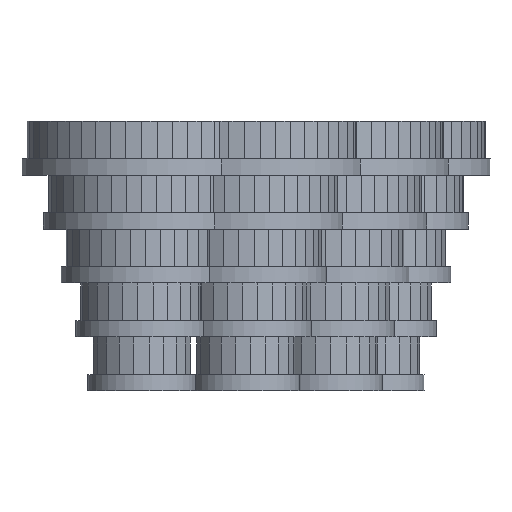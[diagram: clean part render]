
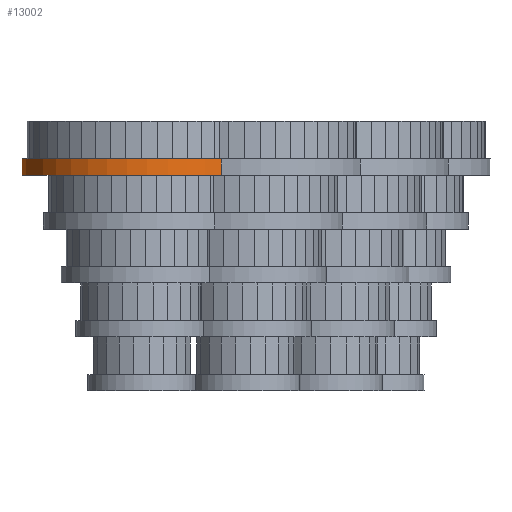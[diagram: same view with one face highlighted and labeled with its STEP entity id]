
A CAD part, front view. The second image highlights one B-rep face of the part: STEP entity #13002.
In plain terms, the highlighted cylindrical face has radius 22.255 mm (diameter 44.511 mm), a partial arc.
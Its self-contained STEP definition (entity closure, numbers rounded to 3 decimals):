
#45 = PLANE('',#46);
#46 = AXIS2_PLACEMENT_3D('',#47,#48,#49);
#47 = CARTESIAN_POINT('',(40.,69.282,40.));
#48 = DIRECTION('',(0.,0.,1.));
#49 = DIRECTION('',(0.5,0.866,0.));
#100 = PLANE('',#101);
#101 = AXIS2_PLACEMENT_3D('',#102,#103,#104);
#102 = CARTESIAN_POINT('',(51.128,88.556,43.));
#103 = DIRECTION('',(0.,0.,1.));
#104 = DIRECTION('',(0.5,0.866,0.));
#198 = VERTEX_POINT('',#199);
#199 = CARTESIAN_POINT('',(4.513,21.793,40.));
#218 = CYLINDRICAL_SURFACE('',#219,22.255);
#219 = AXIS2_PLACEMENT_3D('',#220,#221,#222);
#220 = CARTESIAN_POINT('',(19.319,5.176,40.));
#221 = DIRECTION('',(0.,-0.,-1.));
#222 = DIRECTION('',(0.966,0.259,0.));
#230 = EDGE_CURVE('',#198,#231,#233,.T.);
#231 = VERTEX_POINT('',#232);
#232 = CARTESIAN_POINT('',(14.805,-16.617,40.));
#233 = SURFACE_CURVE('',#234,(#239,#246),.PCURVE_S1.);
#234 = CIRCLE('',#235,22.255);
#235 = AXIS2_PLACEMENT_3D('',#236,#237,#238);
#236 = CARTESIAN_POINT('',(0.,0.,40.));
#237 = DIRECTION('',(0.,0.,1.));
#238 = DIRECTION('',(1.,0.,0.));
#239 = PCURVE('',#45,#240);
#240 = DEFINITIONAL_REPRESENTATION('',(#241),#245);
#241 = CIRCLE('',#242,22.255);
#242 = AXIS2_PLACEMENT_2D('',#243,#244);
#243 = CARTESIAN_POINT('',(-80.,0.));
#244 = DIRECTION('',(0.5,-0.866));
#245 = ( GEOMETRIC_REPRESENTATION_CONTEXT(2) 
PARAMETRIC_REPRESENTATION_CONTEXT() REPRESENTATION_CONTEXT('2D SPACE',''
  ) );
#246 = PCURVE('',#247,#252);
#247 = CYLINDRICAL_SURFACE('',#248,22.255);
#248 = AXIS2_PLACEMENT_3D('',#249,#250,#251);
#249 = CARTESIAN_POINT('',(0.,0.,40.));
#250 = DIRECTION('',(-0.,-0.,-1.));
#251 = DIRECTION('',(1.,0.,0.));
#252 = DEFINITIONAL_REPRESENTATION('',(#253),#257);
#253 = LINE('',#254,#255);
#254 = CARTESIAN_POINT('',(-0.,0.));
#255 = VECTOR('',#256,1.);
#256 = DIRECTION('',(-1.,0.));
#257 = ( GEOMETRIC_REPRESENTATION_CONTEXT(2) 
PARAMETRIC_REPRESENTATION_CONTEXT() REPRESENTATION_CONTEXT('2D SPACE',''
  ) );
#280 = CYLINDRICAL_SURFACE('',#281,22.255);
#281 = AXIS2_PLACEMENT_3D('',#282,#283,#284);
#282 = CARTESIAN_POINT('',(19.319,5.176,40.));
#283 = DIRECTION('',(0.,-0.,-1.));
#284 = DIRECTION('',(0.966,0.259,0.));
#3707 = VERTEX_POINT('',#3708);
#3708 = CARTESIAN_POINT('',(4.513,21.793,43.));
#3734 = EDGE_CURVE('',#3735,#3707,#3737,.T.);
#3735 = VERTEX_POINT('',#3736);
#3736 = CARTESIAN_POINT('',(14.805,-16.617,43.));
#3737 = SURFACE_CURVE('',#3738,(#3743,#3754),.PCURVE_S1.);
#3738 = CIRCLE('',#3739,22.255);
#3739 = AXIS2_PLACEMENT_3D('',#3740,#3741,#3742);
#3740 = CARTESIAN_POINT('',(0.,0.,43.));
#3741 = DIRECTION('',(0.,0.,-1.));
#3742 = DIRECTION('',(1.,0.,0.));
#3743 = PCURVE('',#100,#3744);
#3744 = DEFINITIONAL_REPRESENTATION('',(#3745),#3753);
#3745 = ( BOUNDED_CURVE() B_SPLINE_CURVE(2,(#3746,#3747,#3748,#3749,
#3750,#3751,#3752),.UNSPECIFIED.,.T.,.F.) B_SPLINE_CURVE_WITH_KNOTS((1,2
    ,2,2,2,1),(-2.094,0.,2.094,4.189,
6.283,8.378),.UNSPECIFIED.) CURVE() 
GEOMETRIC_REPRESENTATION_ITEM() RATIONAL_B_SPLINE_CURVE((1.,0.5,1.,0.5,
1.,0.5,1.)) REPRESENTATION_ITEM('') );
#3746 = CARTESIAN_POINT('',(-91.128,-19.274));
#3747 = CARTESIAN_POINT('',(-124.511,-38.547));
#3748 = CARTESIAN_POINT('',(-124.511,0.));
#3749 = CARTESIAN_POINT('',(-124.511,38.547));
#3750 = CARTESIAN_POINT('',(-91.128,19.274));
#3751 = CARTESIAN_POINT('',(-57.745,0.));
#3752 = CARTESIAN_POINT('',(-91.128,-19.274));
#3753 = ( GEOMETRIC_REPRESENTATION_CONTEXT(2) 
PARAMETRIC_REPRESENTATION_CONTEXT() REPRESENTATION_CONTEXT('2D SPACE',''
  ) );
#3754 = PCURVE('',#247,#3755);
#3755 = DEFINITIONAL_REPRESENTATION('',(#3756),#3760);
#3756 = LINE('',#3757,#3758);
#3757 = CARTESIAN_POINT('',(-6.283,-3.));
#3758 = VECTOR('',#3759,1.);
#3759 = DIRECTION('',(1.,-0.));
#3760 = ( GEOMETRIC_REPRESENTATION_CONTEXT(2) 
PARAMETRIC_REPRESENTATION_CONTEXT() REPRESENTATION_CONTEXT('2D SPACE',''
  ) );
#12984 = EDGE_CURVE('',#3735,#231,#12985,.T.);
#12985 = SURFACE_CURVE('',#12986,(#12990,#12996),.PCURVE_S1.);
#12986 = LINE('',#12987,#12988);
#12987 = CARTESIAN_POINT('',(14.805,-16.617,40.));
#12988 = VECTOR('',#12989,1.);
#12989 = DIRECTION('',(-0.,-0.,-1.));
#12990 = PCURVE('',#280,#12991);
#12991 = DEFINITIONAL_REPRESENTATION('',(#12992),#12995);
#12992 = B_SPLINE_CURVE_WITH_KNOTS('',1,(#12993,#12994),.UNSPECIFIED.,
  .F.,.F.,(2,2),(-3.,0.),.PIECEWISE_BEZIER_KNOTS.);
#12993 = CARTESIAN_POINT('',(-4.246,-3.));
#12994 = CARTESIAN_POINT('',(-4.246,0.));
#12995 = ( GEOMETRIC_REPRESENTATION_CONTEXT(2) 
PARAMETRIC_REPRESENTATION_CONTEXT() REPRESENTATION_CONTEXT('2D SPACE',''
  ) );
#12996 = PCURVE('',#247,#12997);
#12997 = DEFINITIONAL_REPRESENTATION('',(#12998),#13001);
#12998 = B_SPLINE_CURVE_WITH_KNOTS('',1,(#12999,#13000),.UNSPECIFIED.,
  .F.,.F.,(2,2),(-3.,0.),
  .PIECEWISE_BEZIER_KNOTS.);
#12999 = CARTESIAN_POINT('',(-5.44,-3.));
#13000 = CARTESIAN_POINT('',(-5.44,0.));
#13001 = ( GEOMETRIC_REPRESENTATION_CONTEXT(2) 
PARAMETRIC_REPRESENTATION_CONTEXT() REPRESENTATION_CONTEXT('2D SPACE',''
  ) );
#13002 = ADVANCED_FACE('',(#13003),#247,.T.);
#13003 = FACE_BOUND('',#13004,.F.);
#13004 = EDGE_LOOP('',(#13005,#13006,#13025,#13026));
#13005 = ORIENTED_EDGE('',*,*,#230,.F.);
#13006 = ORIENTED_EDGE('',*,*,#13007,.F.);
#13007 = EDGE_CURVE('',#3707,#198,#13008,.T.);
#13008 = SURFACE_CURVE('',#13009,(#13013,#13019),.PCURVE_S1.);
#13009 = LINE('',#13010,#13011);
#13010 = CARTESIAN_POINT('',(4.513,21.793,40.));
#13011 = VECTOR('',#13012,1.);
#13012 = DIRECTION('',(-0.,-0.,-1.));
#13013 = PCURVE('',#247,#13014);
#13014 = DEFINITIONAL_REPRESENTATION('',(#13015),#13018);
#13015 = B_SPLINE_CURVE_WITH_KNOTS('',1,(#13016,#13017),.UNSPECIFIED.,
  .F.,.F.,(2,2),(-3.,0.),
  .PIECEWISE_BEZIER_KNOTS.);
#13016 = CARTESIAN_POINT('',(-1.367,-3.));
#13017 = CARTESIAN_POINT('',(-1.367,0.));
#13018 = ( GEOMETRIC_REPRESENTATION_CONTEXT(2) 
PARAMETRIC_REPRESENTATION_CONTEXT() REPRESENTATION_CONTEXT('2D SPACE',''
  ) );
#13019 = PCURVE('',#218,#13020);
#13020 = DEFINITIONAL_REPRESENTATION('',(#13021),#13024);
#13021 = B_SPLINE_CURVE_WITH_KNOTS('',1,(#13022,#13023),.UNSPECIFIED.,
  .F.,.F.,(2,2),(-3.,-0.),.PIECEWISE_BEZIER_KNOTS.);
#13022 = CARTESIAN_POINT('',(-8.32,-3.));
#13023 = CARTESIAN_POINT('',(-8.32,0.));
#13024 = ( GEOMETRIC_REPRESENTATION_CONTEXT(2) 
PARAMETRIC_REPRESENTATION_CONTEXT() REPRESENTATION_CONTEXT('2D SPACE',''
  ) );
#13025 = ORIENTED_EDGE('',*,*,#3734,.F.);
#13026 = ORIENTED_EDGE('',*,*,#12984,.T.);
